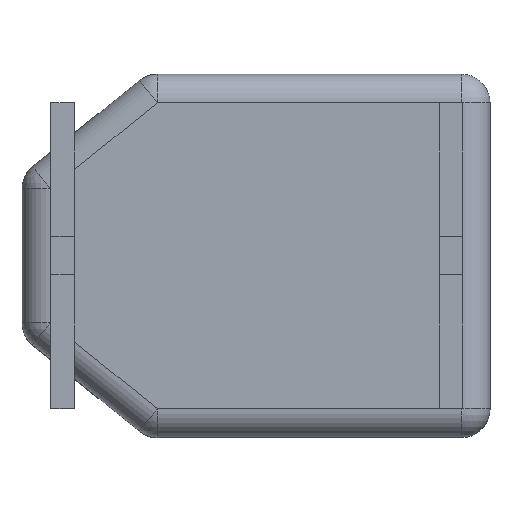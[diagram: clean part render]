
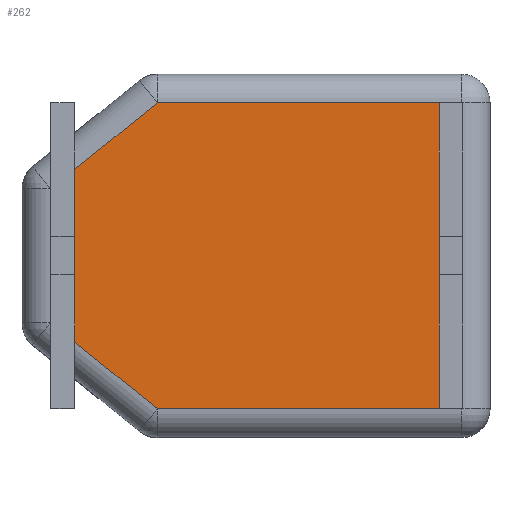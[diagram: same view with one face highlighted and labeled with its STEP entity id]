
A CAD part, top view. The second image highlights one B-rep face of the part: STEP entity #262.
In plain terms, the highlighted planar face has unit normal (0, 0, 1).
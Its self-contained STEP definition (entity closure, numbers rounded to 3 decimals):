
#122 = EDGE_CURVE ( 'NONE', #160, #157, #2048, .T. ) ;
#154 = VERTEX_POINT ( 'NONE', #2025 ) ;
#155 = ORIENTED_EDGE ( 'NONE', *, *, #159, .T. ) ;
#156 = ORIENTED_EDGE ( 'NONE', *, *, #122, .T. ) ;
#157 = VERTEX_POINT ( 'NONE', #2102 ) ;
#158 = VERTEX_POINT ( 'NONE', #2030 ) ;
#159 = EDGE_CURVE ( 'NONE', #210, #160, #2016, .T. ) ;
#160 = VERTEX_POINT ( 'NONE', #2097 ) ;
#161 = VERTEX_POINT ( 'NONE', #2020 ) ;
#163 = ORIENTED_EDGE ( 'NONE', *, *, #208, .T. ) ;
#166 = EDGE_CURVE ( 'NONE', #157, #154, #1949, .T. ) ;
#187 = EDGE_CURVE ( 'NONE', #154, #158, #2006, .T. ) ;
#205 = ORIENTED_EDGE ( 'NONE', *, *, #166, .T. ) ;
#206 = EDGE_CURVE ( 'NONE', #161, #210, #1901, .T. ) ;
#207 = ORIENTED_EDGE ( 'NONE', *, *, #206, .T. ) ;
#208 = EDGE_CURVE ( 'NONE', #158, #161, #1974, .T. ) ;
#209 = ORIENTED_EDGE ( 'NONE', *, *, #187, .T. ) ;
#210 = VERTEX_POINT ( 'NONE', #1906 ) ;
#262 = ADVANCED_FACE ( 'NONE', ( #1077 ), #1031, .T. ) ;
#270 = EDGE_LOOP ( 'NONE', ( #163, #207, #155, #156, #205, #209 ) ) ;
#1031 = PLANE ( 'NONE',  #1069 ) ;
#1040 = DIRECTION ( 'NONE',  ( 1., 0., 0. ) ) ;
#1069 = AXIS2_PLACEMENT_3D ( 'NONE', #1080, #1079, #1040 ) ;
#1077 = FACE_OUTER_BOUND ( 'NONE', #270, .T. ) ;
#1079 = DIRECTION ( 'NONE',  ( 0., 0., 1. ) ) ;
#1080 = CARTESIAN_POINT ( 'NONE',  ( 0., 0., 16.339 ) ) ;
#1901 = LINE ( 'NONE', #1978, #1977 ) ;
#1906 = CARTESIAN_POINT ( 'NONE',  ( -46.496, 17.883, 16.339 ) ) ;
#1946 = DIRECTION ( 'NONE',  ( 0.778, -0.628, 0. ) ) ;
#1947 = VECTOR ( 'NONE', #1946, 1000. ) ;
#1948 = CARTESIAN_POINT ( 'NONE',  ( -12.73, -15.772, 16.339 ) ) ;
#1949 = LINE ( 'NONE', #1948, #1947 ) ;
#1971 = DIRECTION ( 'NONE',  ( 0., 1., 0. ) ) ;
#1972 = VECTOR ( 'NONE', #1971, 1000. ) ;
#1973 = CARTESIAN_POINT ( 'NONE',  ( -40.13, 0., 16.339 ) ) ;
#1974 = LINE ( 'NONE', #1973, #1972 ) ;
#1976 = DIRECTION ( 'NONE',  ( -1., 0., 0. ) ) ;
#1977 = VECTOR ( 'NONE', #1976, 1000. ) ;
#1978 = CARTESIAN_POINT ( 'NONE',  ( 0., 17.883, 16.339 ) ) ;
#2002 = DIRECTION ( 'NONE',  ( 1., 0., 0. ) ) ;
#2003 = VECTOR ( 'NONE', #2002, 1000. ) ;
#2004 = CARTESIAN_POINT ( 'NONE',  ( 0., 11.483, 16.339 ) ) ;
#2006 = LINE ( 'NONE', #2004, #2003 ) ;
#2013 = DIRECTION ( 'NONE',  ( -0.778, -0.628, 0. ) ) ;
#2014 = VECTOR ( 'NONE', #2013, 1000. ) ;
#2015 = CARTESIAN_POINT ( 'NONE',  ( -27.083, 33.553, 16.339 ) ) ;
#2016 = LINE ( 'NONE', #2015, #2014 ) ;
#2020 = CARTESIAN_POINT ( 'NONE',  ( -40.13, 17.883, 16.339 ) ) ;
#2025 = CARTESIAN_POINT ( 'NONE',  ( -46.496, 11.483, 16.339 ) ) ;
#2030 = CARTESIAN_POINT ( 'NONE',  ( -40.13, 11.483, 16.339 ) ) ;
#2045 = DIRECTION ( 'NONE',  ( 0., -1., 0. ) ) ;
#2046 = VECTOR ( 'NONE', #2045, 1000. ) ;
#2047 = CARTESIAN_POINT ( 'NONE',  ( -48.726, 0., 16.339 ) ) ;
#2048 = LINE ( 'NONE', #2047, #2046 ) ;
#2097 = CARTESIAN_POINT ( 'NONE',  ( -48.726, 16.083, 16.339 ) ) ;
#2102 = CARTESIAN_POINT ( 'NONE',  ( -48.726, 13.283, 16.339 ) ) ;
